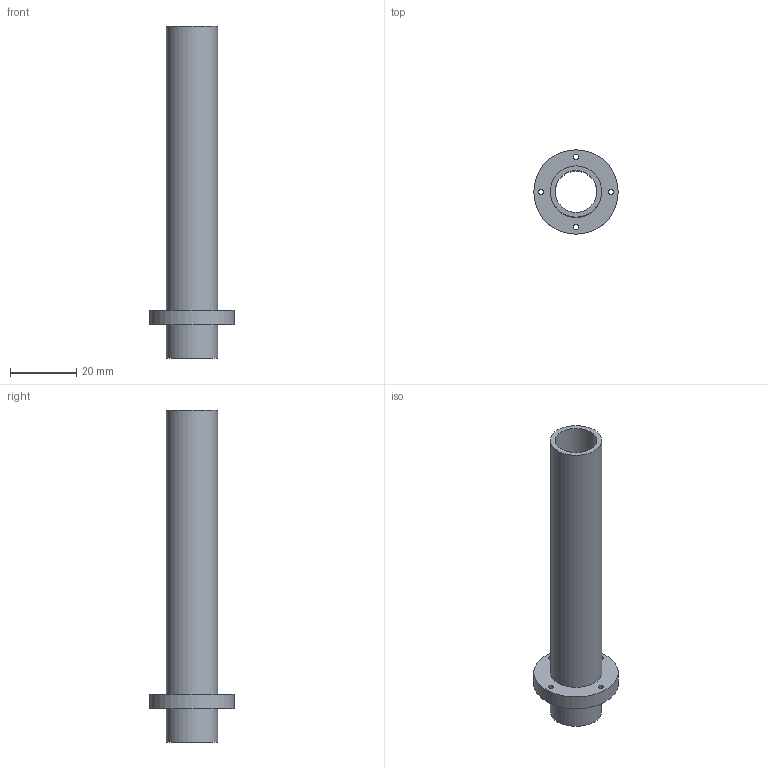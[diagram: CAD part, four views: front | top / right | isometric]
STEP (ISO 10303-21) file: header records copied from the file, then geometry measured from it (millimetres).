
FILE_DESCRIPTION(/* description */ (''),/* implementation_level */ '2;1');
FILE_NAME(/* name */ 'waveguide.stp',/* time_stamp */ '2017-11-14T10:40:52-08:00',/* author */ ('Zara'),/* organization */ (''),/* preprocessor_version */ 'ST-DEVELOPER v16.5',/* originating_system */ 'Autodesk Inventor 2017',/* authorisation */ '');
FILE_SCHEMA (('AUTOMOTIVE_DESIGN { 1 0 10303 214 3 1 1 }'));
Length unit declared in the file: inch
Products named in the file (1): waveguide
Bounding box: 25.4 x 25.4 x 100 mm (x, y, z)
Volume: 7743.8 mm3; surface area: 9783.1 mm2
Topology: 1 solids, 1 shells, 12 faces, 28 edges, 20 vertices
Faces by surface type: cylinder 8, plane 4
Full cylindrical faces by diameter (mm): 1.575 x4, 12.573 x1, 15.469 x2, 25.4 x1
Entity records: 336 total; most frequent: DIRECTION 58, CARTESIAN_POINT 45, EDGE_LOOP 32, ORIENTED_EDGE 32, AXIS2_PLACEMENT_3D 29, FACE_BOUND 20, CIRCLE 16, VERTEX_POINT 16
